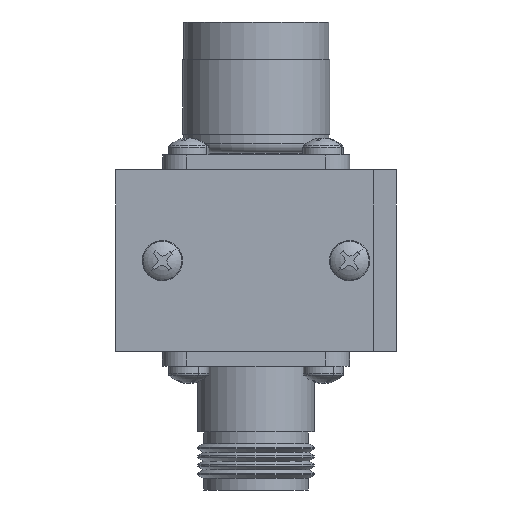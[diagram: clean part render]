
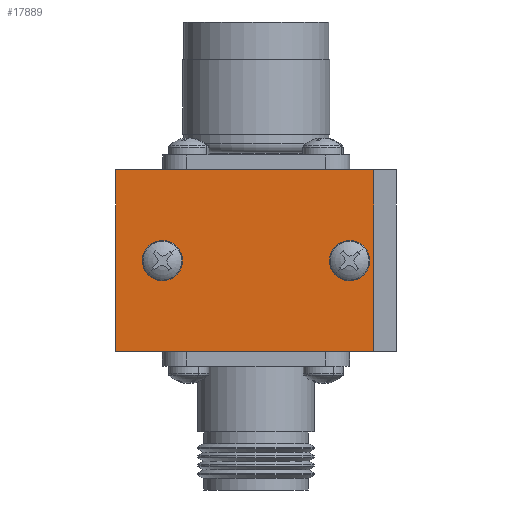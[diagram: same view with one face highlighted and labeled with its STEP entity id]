
A CAD part, front view. The second image highlights one B-rep face of the part: STEP entity #17889.
In plain terms, the highlighted face is planar.
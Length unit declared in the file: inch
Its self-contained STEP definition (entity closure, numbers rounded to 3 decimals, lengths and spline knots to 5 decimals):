
#718 = FACE_OUTER_BOUND ( 'NONE', #20442, .T. ) ;
#1187 = CARTESIAN_POINT ( 'NONE',  ( 0.12, 0., 0.485 ) ) ;
#2641 = CIRCLE ( 'NONE', #70337, 0.0625 ) ;
#3023 = LINE ( 'NONE', #17981, #69817 ) ;
#5079 = LINE ( 'NONE', #43109, #22499 ) ;
#5148 = ORIENTED_EDGE ( 'NONE', *, *, #6268, .F. ) ;
#6268 = EDGE_CURVE ( 'NONE', #89182, #75895, #2641, .T. ) ;
#7505 = CARTESIAN_POINT ( 'NONE',  ( 0.12, 0.25, 0.0625 ) ) ;
#9435 = DIRECTION ( 'NONE',  ( 1., 0., 0. ) ) ;
#9514 = EDGE_LOOP ( 'NONE', ( #39200, #89843 ) ) ;
#9923 = DIRECTION ( 'NONE',  ( 0., 0., -1. ) ) ;
#10530 = LINE ( 'NONE', #48051, #24989 ) ;
#11963 = EDGE_LOOP ( 'NONE', ( #46029, #5148 ) ) ;
#12937 = CARTESIAN_POINT ( 'NONE',  ( 0.12, 1.25, 0.0625 ) ) ;
#14581 = CARTESIAN_POINT ( 'NONE',  ( 0.12, 0., -0.485 ) ) ;
#15692 = DIRECTION ( 'NONE',  ( 1., 0., 0. ) ) ;
#15945 = VECTOR ( 'NONE', #35738, 39.37008 ) ;
#17889 = ADVANCED_FACE ( 'NONE', ( #30095, #59516, #718 ), #59986, .T. ) ;
#17981 = CARTESIAN_POINT ( 'NONE',  ( 0.12, 0., 0.485 ) ) ;
#19985 = DIRECTION ( 'NONE',  ( 0., 0., -1. ) ) ;
#20442 = EDGE_LOOP ( 'NONE', ( #86213, #82874, #80444, #47061 ) ) ;
#22499 = VECTOR ( 'NONE', #19985, 39.37008 ) ;
#24989 = VECTOR ( 'NONE', #77418, 39.37008 ) ;
#28712 = CIRCLE ( 'NONE', #71826, 0.0625 ) ;
#29447 = LINE ( 'NONE', #14581, #15945 ) ;
#30095 = FACE_BOUND ( 'NONE', #11963, .T. ) ;
#33018 = CIRCLE ( 'NONE', #80749, 0.0625 ) ;
#34334 = AXIS2_PLACEMENT_3D ( 'NONE', #1187, #15692, #74439 ) ;
#35738 = DIRECTION ( 'NONE',  ( 0., -1., 0. ) ) ;
#36164 = VERTEX_POINT ( 'NONE', #64104 ) ;
#39200 = ORIENTED_EDGE ( 'NONE', *, *, #76989, .F. ) ;
#40892 = VERTEX_POINT ( 'NONE', #59957 ) ;
#42276 = EDGE_CURVE ( 'NONE', #40892, #46347, #3023, .T. ) ;
#42581 = VERTEX_POINT ( 'NONE', #12937 ) ;
#43109 = CARTESIAN_POINT ( 'NONE',  ( 0.12, 0.12, 0.485 ) ) ;
#43193 = EDGE_CURVE ( 'NONE', #75895, #89182, #33018, .T. ) ;
#44235 = EDGE_CURVE ( 'NONE', #42581, #54462, #28712, .T. ) ;
#46029 = ORIENTED_EDGE ( 'NONE', *, *, #43193, .F. ) ;
#46347 = VERTEX_POINT ( 'NONE', #58131 ) ;
#46986 = DIRECTION ( 'NONE',  ( 0., 0., -1. ) ) ;
#47061 = ORIENTED_EDGE ( 'NONE', *, *, #50657, .T. ) ;
#48051 = CARTESIAN_POINT ( 'NONE',  ( 0.12, 1.5, 0.485 ) ) ;
#50657 = EDGE_CURVE ( 'NONE', #46347, #76259, #5079, .T. ) ;
#53144 = DIRECTION ( 'NONE',  ( 0., 0., -1. ) ) ;
#54462 = VERTEX_POINT ( 'NONE', #59461 ) ;
#58131 = CARTESIAN_POINT ( 'NONE',  ( 0.12, 0.12, 0.485 ) ) ;
#58256 = DIRECTION ( 'NONE',  ( 1., 0., 0. ) ) ;
#59461 = CARTESIAN_POINT ( 'NONE',  ( 0.12, 1.25, -0.0625 ) ) ;
#59516 = FACE_BOUND ( 'NONE', #9514, .T. ) ;
#59957 = CARTESIAN_POINT ( 'NONE',  ( 0.12, 1.5, 0.485 ) ) ;
#59986 = PLANE ( 'NONE',  #34334 ) ;
#60395 = DIRECTION ( 'NONE',  ( 1., 0., 0. ) ) ;
#61805 = CARTESIAN_POINT ( 'NONE',  ( 0.12, 0.25, 0. ) ) ;
#63209 = EDGE_CURVE ( 'NONE', #40892, #36164, #10530, .T. ) ;
#64104 = CARTESIAN_POINT ( 'NONE',  ( 0.12, 1.5, -0.485 ) ) ;
#68636 = CARTESIAN_POINT ( 'NONE',  ( 0.12, 1.25, 0. ) ) ;
#69817 = VECTOR ( 'NONE', #76747, 39.37008 ) ;
#70337 = AXIS2_PLACEMENT_3D ( 'NONE', #75396, #9435, #9923 ) ;
#71826 = AXIS2_PLACEMENT_3D ( 'NONE', #94888, #58256, #74105 ) ;
#73344 = CARTESIAN_POINT ( 'NONE',  ( 0.12, 0.25, -0.0625 ) ) ;
#74105 = DIRECTION ( 'NONE',  ( 0., 0., -1. ) ) ;
#74439 = DIRECTION ( 'NONE',  ( 0., 0., -1. ) ) ;
#75396 = CARTESIAN_POINT ( 'NONE',  ( 0.12, 0.25, 0. ) ) ;
#75895 = VERTEX_POINT ( 'NONE', #73344 ) ;
#76259 = VERTEX_POINT ( 'NONE', #92515 ) ;
#76747 = DIRECTION ( 'NONE',  ( 0., -1., 0. ) ) ;
#76989 = EDGE_CURVE ( 'NONE', #54462, #42581, #87512, .T. ) ;
#77418 = DIRECTION ( 'NONE',  ( 0., 0., -1. ) ) ;
#80444 = ORIENTED_EDGE ( 'NONE', *, *, #42276, .T. ) ;
#80749 = AXIS2_PLACEMENT_3D ( 'NONE', #61805, #60395, #53144 ) ;
#81294 = AXIS2_PLACEMENT_3D ( 'NONE', #68636, #83118, #46986 ) ;
#82874 = ORIENTED_EDGE ( 'NONE', *, *, #63209, .F. ) ;
#83118 = DIRECTION ( 'NONE',  ( 1., 0., 0. ) ) ;
#86213 = ORIENTED_EDGE ( 'NONE', *, *, #92678, .F. ) ;
#87512 = CIRCLE ( 'NONE', #81294, 0.0625 ) ;
#89182 = VERTEX_POINT ( 'NONE', #7505 ) ;
#89843 = ORIENTED_EDGE ( 'NONE', *, *, #44235, .F. ) ;
#92515 = CARTESIAN_POINT ( 'NONE',  ( 0.12, 0.12, -0.485 ) ) ;
#92678 = EDGE_CURVE ( 'NONE', #36164, #76259, #29447, .T. ) ;
#94888 = CARTESIAN_POINT ( 'NONE',  ( 0.12, 1.25, 0. ) ) ;
